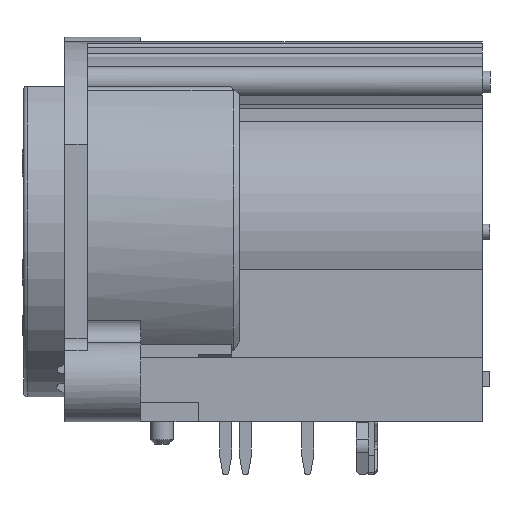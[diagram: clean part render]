
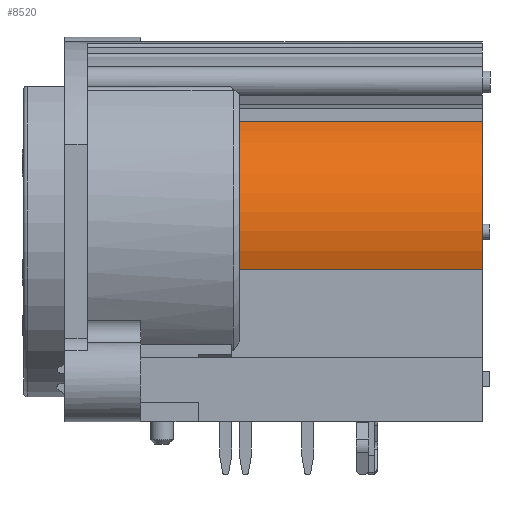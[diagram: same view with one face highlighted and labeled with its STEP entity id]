
A CAD part, left-side view. The second image highlights one B-rep face of the part: STEP entity #8520.
In plain terms, the highlighted cylindrical face has radius 8.004 mm (diameter 16.008 mm), a partial arc.
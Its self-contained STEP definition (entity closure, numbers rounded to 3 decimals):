
#646=FACE_OUTER_BOUND('',#1115,.T.);
#1115=EDGE_LOOP('',(#5777,#5778,#5779,#5780));
#1707=LINE('',#12033,#2552);
#1710=LINE('',#12041,#2555);
#2552=VECTOR('',#9896,10.);
#2555=VECTOR('',#9903,10.);
#3294=CIRCLE('',#9051,8.004);
#3295=CIRCLE('',#9052,8.004);
#3618=VERTEX_POINT('',#12029);
#3620=VERTEX_POINT('',#12032);
#3622=VERTEX_POINT('',#12038);
#3623=VERTEX_POINT('',#12040);
#4454=EDGE_CURVE('',#3620,#3618,#1707,.T.);
#4457=EDGE_CURVE('',#3622,#3618,#3294,.T.);
#4458=EDGE_CURVE('',#3623,#3622,#1710,.T.);
#4459=EDGE_CURVE('',#3620,#3623,#3295,.T.);
#5777=ORIENTED_EDGE('',*,*,#4457,.F.);
#5778=ORIENTED_EDGE('',*,*,#4458,.F.);
#5779=ORIENTED_EDGE('',*,*,#4459,.F.);
#5780=ORIENTED_EDGE('',*,*,#4454,.T.);
#7946=CYLINDRICAL_SURFACE('',#9050,8.004);
#8520=ADVANCED_FACE('',(#646),#7946,.T.);
#9050=AXIS2_PLACEMENT_3D('',#12037,#9899,#9900);
#9051=AXIS2_PLACEMENT_3D('',#12039,#9901,#9902);
#9052=AXIS2_PLACEMENT_3D('',#12042,#9904,#9905);
#9896=DIRECTION('',(0.,1.,0.));
#9899=DIRECTION('center_axis',(0.,1.,0.));
#9900=DIRECTION('ref_axis',(-0.918,0.,0.397));
#9901=DIRECTION('center_axis',(0.,1.,0.));
#9902=DIRECTION('ref_axis',(1.,0.,0.));
#9903=DIRECTION('',(0.,1.,0.));
#9904=DIRECTION('center_axis',(0.,-1.,0.));
#9905=DIRECTION('ref_axis',(1.,0.,0.));
#12029=CARTESIAN_POINT('',(-3.369,-11.5,19.76));
#12032=CARTESIAN_POINT('',(-3.369,-27.493,19.76));
#12033=CARTESIAN_POINT('',(-3.369,-27.493,19.76));
#12037=CARTESIAN_POINT('Origin',(0.,-27.493,
12.5));
#12038=CARTESIAN_POINT('',(-7.598,-11.5,9.985));
#12039=CARTESIAN_POINT('Origin',(0.,-11.5,12.5));
#12040=CARTESIAN_POINT('',(-7.598,-27.493,9.985));
#12041=CARTESIAN_POINT('',(-7.598,-27.493,9.985));
#12042=CARTESIAN_POINT('Origin',(0.,-27.493,
12.5));
